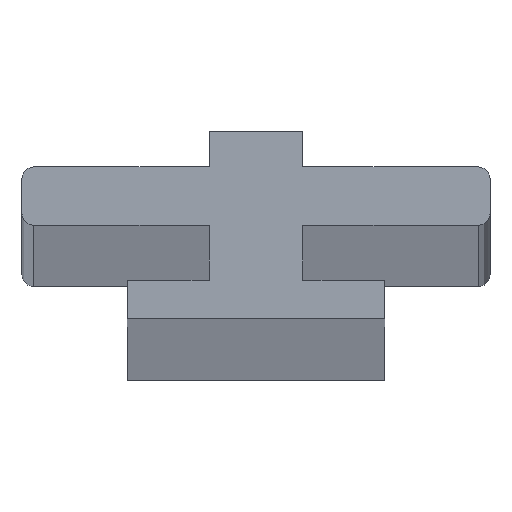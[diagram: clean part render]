
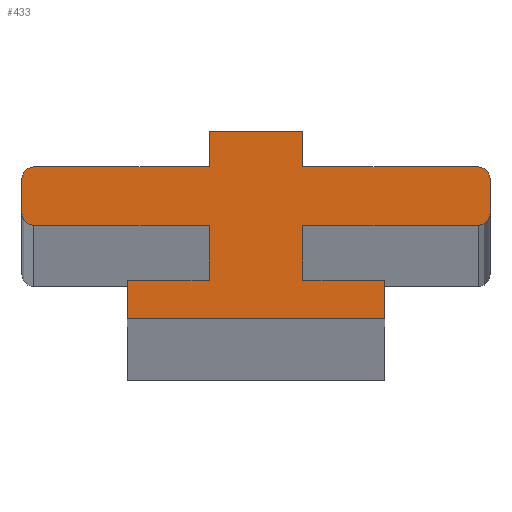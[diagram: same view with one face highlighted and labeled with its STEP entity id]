
A CAD part, top view. The second image highlights one B-rep face of the part: STEP entity #433.
In plain terms, the highlighted planar face has unit normal (0, 0, 1).
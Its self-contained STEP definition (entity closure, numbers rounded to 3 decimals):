
#16=CIRCLE('',#462,1.);
#18=CIRCLE('',#466,1.);
#20=CIRCLE('',#478,1.);
#22=CIRCLE('',#482,1.);
#47=FACE_OUTER_BOUND('',#69,.T.);
#69=EDGE_LOOP('',(#355,#356,#357,#358,#359,#360,#361,#362,#363,#364,#365,
#366,#367,#368,#369,#370,#371,#372,#373,#374));
#73=LINE('',#610,#125);
#76=LINE('',#616,#128);
#80=LINE('',#628,#132);
#84=LINE('',#640,#136);
#87=LINE('',#646,#139);
#90=LINE('',#652,#142);
#93=LINE('',#658,#145);
#96=LINE('',#664,#148);
#99=LINE('',#670,#151);
#102=LINE('',#676,#154);
#105=LINE('',#682,#157);
#108=LINE('',#688,#160);
#112=LINE('',#700,#164);
#116=LINE('',#712,#168);
#119=LINE('',#718,#171);
#122=LINE('',#722,#174);
#125=VECTOR('',#494,10.);
#128=VECTOR('',#499,10.);
#132=VECTOR('',#511,10.);
#136=VECTOR('',#523,10.);
#139=VECTOR('',#528,10.);
#142=VECTOR('',#533,10.);
#145=VECTOR('',#538,10.);
#148=VECTOR('',#543,10.);
#151=VECTOR('',#548,10.);
#154=VECTOR('',#553,10.);
#157=VECTOR('',#558,10.);
#160=VECTOR('',#563,10.);
#164=VECTOR('',#575,10.);
#168=VECTOR('',#587,10.);
#171=VECTOR('',#592,10.);
#174=VECTOR('',#597,10.);
#177=VERTEX_POINT('',#607);
#178=VERTEX_POINT('',#609);
#180=VERTEX_POINT('',#615);
#182=VERTEX_POINT('',#621);
#184=VERTEX_POINT('',#627);
#186=VERTEX_POINT('',#633);
#188=VERTEX_POINT('',#639);
#190=VERTEX_POINT('',#645);
#192=VERTEX_POINT('',#651);
#194=VERTEX_POINT('',#657);
#196=VERTEX_POINT('',#663);
#198=VERTEX_POINT('',#669);
#200=VERTEX_POINT('',#675);
#202=VERTEX_POINT('',#681);
#204=VERTEX_POINT('',#687);
#206=VERTEX_POINT('',#693);
#208=VERTEX_POINT('',#699);
#210=VERTEX_POINT('',#705);
#212=VERTEX_POINT('',#711);
#214=VERTEX_POINT('',#717);
#217=EDGE_CURVE('',#178,#177,#73,.T.);
#220=EDGE_CURVE('',#180,#178,#76,.T.);
#223=EDGE_CURVE('',#182,#180,#16,.T.);
#226=EDGE_CURVE('',#184,#182,#80,.T.);
#229=EDGE_CURVE('',#186,#184,#18,.T.);
#232=EDGE_CURVE('',#188,#186,#84,.T.);
#235=EDGE_CURVE('',#190,#188,#87,.T.);
#238=EDGE_CURVE('',#192,#190,#90,.T.);
#241=EDGE_CURVE('',#194,#192,#93,.T.);
#244=EDGE_CURVE('',#196,#194,#96,.T.);
#247=EDGE_CURVE('',#198,#196,#99,.T.);
#250=EDGE_CURVE('',#200,#198,#102,.T.);
#253=EDGE_CURVE('',#202,#200,#105,.T.);
#256=EDGE_CURVE('',#204,#202,#108,.T.);
#259=EDGE_CURVE('',#206,#204,#20,.T.);
#262=EDGE_CURVE('',#208,#206,#112,.T.);
#265=EDGE_CURVE('',#210,#208,#22,.T.);
#268=EDGE_CURVE('',#212,#210,#116,.T.);
#271=EDGE_CURVE('',#214,#212,#119,.T.);
#274=EDGE_CURVE('',#177,#214,#122,.T.);
#355=ORIENTED_EDGE('',*,*,#274,.T.);
#356=ORIENTED_EDGE('',*,*,#271,.T.);
#357=ORIENTED_EDGE('',*,*,#268,.T.);
#358=ORIENTED_EDGE('',*,*,#265,.T.);
#359=ORIENTED_EDGE('',*,*,#262,.T.);
#360=ORIENTED_EDGE('',*,*,#259,.T.);
#361=ORIENTED_EDGE('',*,*,#256,.T.);
#362=ORIENTED_EDGE('',*,*,#253,.T.);
#363=ORIENTED_EDGE('',*,*,#250,.T.);
#364=ORIENTED_EDGE('',*,*,#247,.T.);
#365=ORIENTED_EDGE('',*,*,#244,.T.);
#366=ORIENTED_EDGE('',*,*,#241,.T.);
#367=ORIENTED_EDGE('',*,*,#238,.T.);
#368=ORIENTED_EDGE('',*,*,#235,.T.);
#369=ORIENTED_EDGE('',*,*,#232,.T.);
#370=ORIENTED_EDGE('',*,*,#229,.T.);
#371=ORIENTED_EDGE('',*,*,#226,.T.);
#372=ORIENTED_EDGE('',*,*,#223,.T.);
#373=ORIENTED_EDGE('',*,*,#220,.T.);
#374=ORIENTED_EDGE('',*,*,#217,.T.);
#411=PLANE('',#486);
#433=ADVANCED_FACE('',(#47),#411,.T.);
#462=AXIS2_PLACEMENT_3D('',#622,#505,#506);
#466=AXIS2_PLACEMENT_3D('',#634,#517,#518);
#478=AXIS2_PLACEMENT_3D('',#694,#569,#570);
#482=AXIS2_PLACEMENT_3D('',#706,#581,#582);
#486=AXIS2_PLACEMENT_3D('',#723,#598,#599);
#494=DIRECTION('',(0.,1.,0.));
#499=DIRECTION('',(-1.,0.,0.));
#505=DIRECTION('center_axis',(0.,0.,1.));
#506=DIRECTION('ref_axis',(1.,0.,0.));
#511=DIRECTION('',(0.,1.,0.));
#517=DIRECTION('center_axis',(0.,0.,1.));
#518=DIRECTION('ref_axis',(0.,-1.,0.));
#523=DIRECTION('',(1.,0.,0.));
#528=DIRECTION('',(0.,1.,0.));
#533=DIRECTION('',(-1.,0.,0.));
#538=DIRECTION('',(0.,1.,0.));
#543=DIRECTION('',(1.,0.,0.));
#548=DIRECTION('',(0.,-1.,0.));
#553=DIRECTION('',(-1.,0.,0.));
#558=DIRECTION('',(0.,-1.,0.));
#563=DIRECTION('',(1.,0.,0.));
#569=DIRECTION('center_axis',(0.,0.,1.));
#570=DIRECTION('ref_axis',(-1.,0.,0.));
#575=DIRECTION('',(0.,-1.,0.));
#581=DIRECTION('center_axis',(0.,0.,1.));
#582=DIRECTION('ref_axis',(0.,1.,0.));
#587=DIRECTION('',(-1.,0.,0.));
#592=DIRECTION('',(0.,-1.,0.));
#597=DIRECTION('',(-1.,0.,0.));
#598=DIRECTION('center_axis',(0.,0.,1.));
#599=DIRECTION('ref_axis',(1.,0.,0.));
#607=CARTESIAN_POINT('',(4.,10.35,3000.));
#609=CARTESIAN_POINT('',(4.,7.35,3000.));
#610=CARTESIAN_POINT('',(4.,7.35,3000.));
#615=CARTESIAN_POINT('',(19.,7.35,3000.));
#616=CARTESIAN_POINT('',(19.,7.35,3000.));
#621=CARTESIAN_POINT('',(20.,6.35,3000.));
#622=CARTESIAN_POINT('Origin',(19.,6.35,3000.));
#627=CARTESIAN_POINT('',(20.,3.35,3000.));
#628=CARTESIAN_POINT('',(20.,3.35,3000.));
#633=CARTESIAN_POINT('',(19.,2.35,3000.));
#634=CARTESIAN_POINT('Origin',(19.,3.35,3000.));
#639=CARTESIAN_POINT('',(4.,2.35,3000.));
#640=CARTESIAN_POINT('',(4.,2.35,3000.));
#645=CARTESIAN_POINT('',(4.,-2.35,3000.));
#646=CARTESIAN_POINT('',(4.,-2.35,3000.));
#651=CARTESIAN_POINT('',(11.,-2.35,3000.));
#652=CARTESIAN_POINT('',(11.,-2.35,3000.));
#657=CARTESIAN_POINT('',(11.,-5.65,3000.));
#658=CARTESIAN_POINT('',(11.,-5.65,3000.));
#663=CARTESIAN_POINT('',(-11.,-5.65,3000.));
#664=CARTESIAN_POINT('',(-11.,-5.65,3000.));
#669=CARTESIAN_POINT('',(-11.,-2.35,3000.));
#670=CARTESIAN_POINT('',(-11.,-2.35,3000.));
#675=CARTESIAN_POINT('',(-4.,-2.35,3000.));
#676=CARTESIAN_POINT('',(-4.,-2.35,3000.));
#681=CARTESIAN_POINT('',(-4.,2.35,3000.));
#682=CARTESIAN_POINT('',(-4.,2.35,3000.));
#687=CARTESIAN_POINT('',(-19.,2.35,3000.));
#688=CARTESIAN_POINT('',(-19.,2.35,3000.));
#693=CARTESIAN_POINT('',(-20.,3.35,3000.));
#694=CARTESIAN_POINT('Origin',(-19.,3.35,3000.));
#699=CARTESIAN_POINT('',(-20.,6.35,3000.));
#700=CARTESIAN_POINT('',(-20.,6.35,3000.));
#705=CARTESIAN_POINT('',(-19.,7.35,3000.));
#706=CARTESIAN_POINT('Origin',(-19.,6.35,3000.));
#711=CARTESIAN_POINT('',(-4.,7.35,3000.));
#712=CARTESIAN_POINT('',(-4.,7.35,3000.));
#717=CARTESIAN_POINT('',(-4.,10.35,3000.));
#718=CARTESIAN_POINT('',(-4.,10.35,3000.));
#722=CARTESIAN_POINT('',(4.,10.35,3000.));
#723=CARTESIAN_POINT('Origin',(0.,2.16,3000.));
